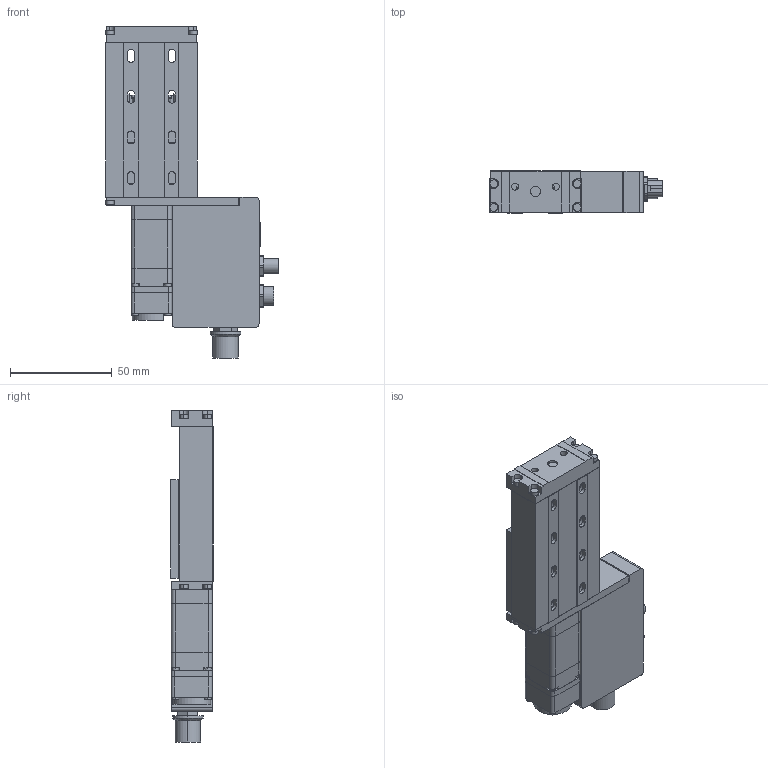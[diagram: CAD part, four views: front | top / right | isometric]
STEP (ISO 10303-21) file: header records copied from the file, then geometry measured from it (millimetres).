
FILE_DESCRIPTION (( 'STEP AP203' ), '1' );
FILE_NAME ('X-LSM025x-E03.step', '2023-05-17T23:35:35', ( '' ), ( '' ), 'SwSTEP 2.0', 'SolidWorks 2019', '' );
FILE_SCHEMA (( 'CONFIG_CONTROL_DESIGN' ));
Length unit declared in the file: millimetre
Products named in the file (4): LSM_carriage^LSM_LSM; X-LSM025x-E03; LSM_base^LSM_X-LSM025; NMS08_motor^LSM_X-LSM-E03
Assembly tree (3 placements, depth 2):
  X-LSM025x-E03
    NMS08_motor^LSM_X-LSM-E03
    LSM_base^LSM_X-LSM025
    LSM_carriage^LSM_LSM
Bounding box: 84.81 x 21 x 163 mm (x, y, z)
Volume: 130530.2 mm3; surface area: 56143.2 mm2
Topology: 36 solids, 36 shells, 701 faces, 1714 edges, 1136 vertices
Faces by surface type: plane 396, cylinder 297, cone 4, torus 4
Entity records: 21258 total; most frequent: DIRECTION 3734, CARTESIAN_POINT 3569, ORIENTED_EDGE 3428, EDGE_CURVE 1714, AXIS2_PLACEMENT_3D 1317, VERTEX_POINT 1136, LINE 1100, VECTOR 1100
